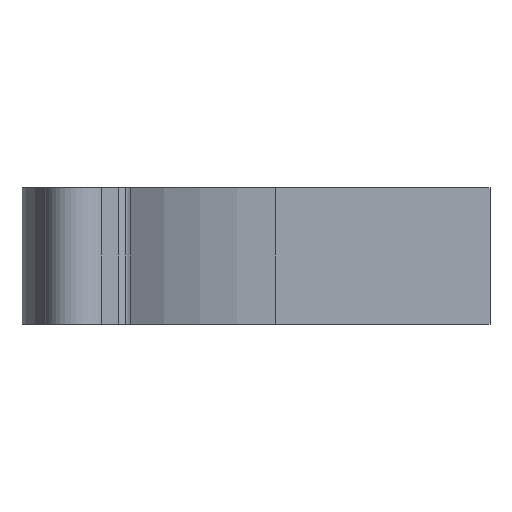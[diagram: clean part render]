
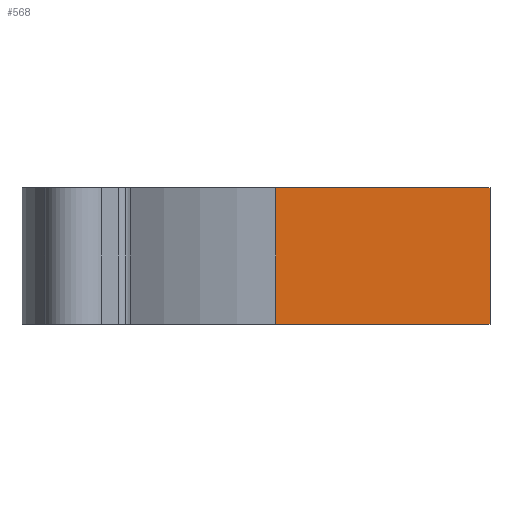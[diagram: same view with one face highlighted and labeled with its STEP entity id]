
A CAD part, left-side view. The second image highlights one B-rep face of the part: STEP entity #568.
In plain terms, the highlighted planar face has unit normal (-1, 0, 0).
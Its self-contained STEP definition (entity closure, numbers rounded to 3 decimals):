
#12 = CARTESIAN_POINT ( 'NONE',  ( -27.7, -1.755, -7.5 ) ) ;
#52 = CARTESIAN_POINT ( 'NONE',  ( -27.7, -1.755, -7.5 ) ) ;
#104 = ORIENTED_EDGE ( 'NONE', *, *, #1455, .F. ) ;
#113 = CARTESIAN_POINT ( 'NONE',  ( -27.7, -1.755, -7.5 ) ) ;
#118 = CARTESIAN_POINT ( 'NONE',  ( -27.7, -1.755, 7.5 ) ) ;
#202 = DIRECTION ( 'NONE',  ( -1., 0., 0. ) ) ;
#252 = FACE_OUTER_BOUND ( 'NONE', #705, .T. ) ;
#337 = VECTOR ( 'NONE', #753, 1000. ) ;
#355 = LINE ( 'NONE', #1165, #337 ) ;
#458 = EDGE_CURVE ( 'NONE', #1403, #1666, #667, .T. ) ;
#462 = ORIENTED_EDGE ( 'NONE', *, *, #1207, .T. ) ;
#498 = EDGE_CURVE ( 'NONE', #1403, #1687, #355, .T. ) ;
#541 = CARTESIAN_POINT ( 'NONE',  ( -27.7, -25.4, 7.5 ) ) ;
#566 = ORIENTED_EDGE ( 'NONE', *, *, #458, .F. ) ;
#568 = ADVANCED_FACE ( 'NONE', ( #252 ), #1732, .T. ) ;
#572 = DIRECTION ( 'NONE',  ( 0., 0., 1. ) ) ;
#667 = LINE ( 'NONE', #12, #1331 ) ;
#705 = EDGE_LOOP ( 'NONE', ( #462, #104, #566, #1557 ) ) ;
#706 = DIRECTION ( 'NONE',  ( 0., -1., 0. ) ) ;
#753 = DIRECTION ( 'NONE',  ( 0., -1., 0. ) ) ;
#809 = DIRECTION ( 'NONE',  ( 0., 0., 1. ) ) ;
#951 = VERTEX_POINT ( 'NONE', #541 ) ;
#1002 = LINE ( 'NONE', #118, #1349 ) ;
#1093 = AXIS2_PLACEMENT_3D ( 'NONE', #52, #202, #1173 ) ;
#1165 = CARTESIAN_POINT ( 'NONE',  ( -27.7, -1.755, -7.5 ) ) ;
#1173 = DIRECTION ( 'NONE',  ( 0., 0., 1. ) ) ;
#1207 = EDGE_CURVE ( 'NONE', #1687, #951, #1334, .T. ) ;
#1310 = CARTESIAN_POINT ( 'NONE',  ( -27.7, -1.755, 7.5 ) ) ;
#1318 = CARTESIAN_POINT ( 'NONE',  ( -27.7, -25.4, -7.5 ) ) ;
#1331 = VECTOR ( 'NONE', #572, 1000. ) ;
#1334 = LINE ( 'NONE', #1764, #1708 ) ;
#1349 = VECTOR ( 'NONE', #706, 1000. ) ;
#1403 = VERTEX_POINT ( 'NONE', #113 ) ;
#1455 = EDGE_CURVE ( 'NONE', #1666, #951, #1002, .T. ) ;
#1557 = ORIENTED_EDGE ( 'NONE', *, *, #498, .T. ) ;
#1666 = VERTEX_POINT ( 'NONE', #1310 ) ;
#1687 = VERTEX_POINT ( 'NONE', #1318 ) ;
#1708 = VECTOR ( 'NONE', #809, 1000. ) ;
#1732 = PLANE ( 'NONE',  #1093 ) ;
#1764 = CARTESIAN_POINT ( 'NONE',  ( -27.7, -25.4, -7.5 ) ) ;
